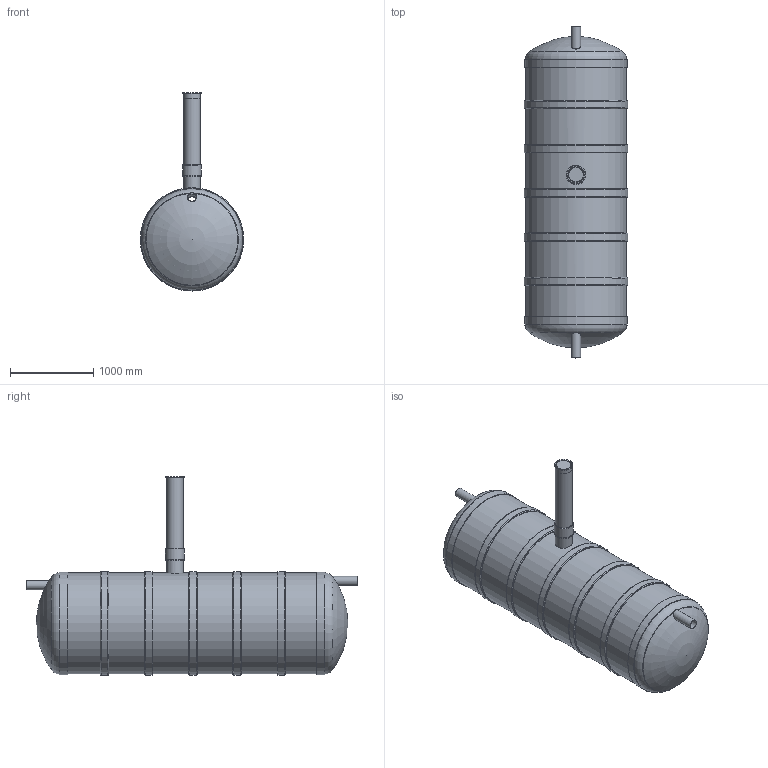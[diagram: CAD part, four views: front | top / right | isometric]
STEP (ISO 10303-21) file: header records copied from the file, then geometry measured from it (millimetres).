
FILE_DESCRIPTION(/* description */ ('Unknown'),/* implementation_level */ '2;1');
FILE_NAME(/* name */ 'Liiva-mudaeraldaja 4m3 28.03.23',/* time_stamp */ '2023-04-13T14:45:12+03:00',/* author */ ('Unknown'),/* organization */ ('Unknown'),/* preprocessor_version */ 'ST-DEVELOPER v18.1',/* originating_system */ 'Solid Edge',/* authorisation */ 'Unknown');
FILE_SCHEMA (('TECHNICAL_DATA_PACKAGING','AUTOMOTIVE_DESIGN {1 0 10303 214 3 1 1}'));
Length unit declared in the file: millimetre
Products named in the file (10): Liiva-mudaeraldaja 4m3 28.03.23; 2368.002 silinder D1200 20.12.22; 2366.001; D1200 ots2 20.12.22; 1200 Ribi; 1200 4m3 maht; d200muhvtoru1; kaas200; muhvtoru_110; PVC200_oa_0
Assembly tree (14 placements, depth 2):
  Liiva-mudaeraldaja 4m3 28.03.23
    2368.002 silinder D1200 20.12.22
    2366.001
    D1200 ots2 20.12.22
    1200 Ribi  x5
    1200 4m3 maht
    d200muhvtoru1
    kaas200
    muhvtoru_110  x2
    PVC200_oa_0
Bounding box: 1242 x 3988 x 2380.5 mm (x, y, z)
Volume: 126037218.1 mm3; surface area: 38321955.7 mm2
Topology: 13 solids, 13 shells, 85 faces, 156 edges, 102 vertices
Faces by surface type: cylinder 33, plane 33, torus 16, sphere 2, cone 1
Full cylindrical faces by diameter (mm): 104 x2, 110 x4, 174 x1, 184 x1, 186 x1, 190 x1, 200 x4, 220 x1, 225 x1, 235 x1, 1200 x1, 1212 x6, 1215 x2, 1229 x2, 1242 x5
Entity records: 1828 total; most frequent: CARTESIAN_POINT 554, DIRECTION 246, AXIS2_PLACEMENT_3D 123, ORIENTED_EDGE 118, FACE_BOUND 114, EDGE_LOOP 112, EDGE_CURVE 59, VERTEX_POINT 59
